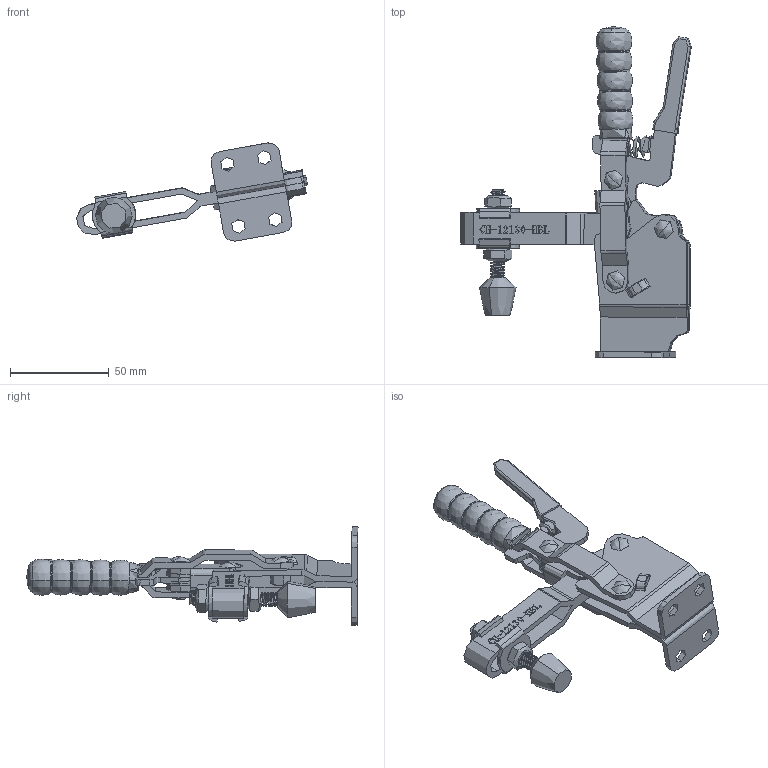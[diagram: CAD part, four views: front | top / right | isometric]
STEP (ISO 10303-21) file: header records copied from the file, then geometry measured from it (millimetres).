
FILE_DESCRIPTION (( 'STEP AP203' ), '1' );
FILE_NAME ('CH-12130-HBL.STEP', '2020-03-14T03:26:03', ( 'User' ), ( 'china' ), 'SwSTEP 2.0', 'SolidWorks 2018', '' );
FILE_SCHEMA (( 'CONFIG_CONTROL_DESIGN' ));
Length unit declared in the file: millimetre
Products named in the file (35): CH-12130-HB-01 FLANGED BASE; CH-FW-516; HBL菜え; CH-FC-56212 SPINDLE SUPPLIED; CH-12130-06; HBL揤參; CH-FC-56212 NUT; CH-12130-05; HBL諶坶; HBL粟銅; CH-12130-08; CH-12130-HBL; CH-12130-04 CONNECTING-PLATE; CH-12130綵竄忒梟杶; CH-12130-03 STRAIGHT HANDLE
Assembly tree (23 placements, depth 2):
  HBL菜え
  CH-12130-06
  HBL菜え
  CH-12130-05
  CH-12130-08
Bounding box: 116.73 x 167.94 x 49.69 mm (x, y, z)
Volume: 68308.6 mm3; surface area: 53435.6 mm2
Topology: 21 solids, 21 shells, 870 faces, 2361 edges, 1538 vertices
Faces by surface type: plane 342, cylinder 289, bspline 122, torus 60, cone 43, sphere 14
Entity records: 39196 total; most frequent: CARTESIAN_POINT 16904, ORIENTED_EDGE 4214, DIRECTION 3638, EDGE_CURVE 2107, VERTEX_POINT 1381, AXIS2_PLACEMENT_3D 1248, VECTOR 1142, LINE 1142
